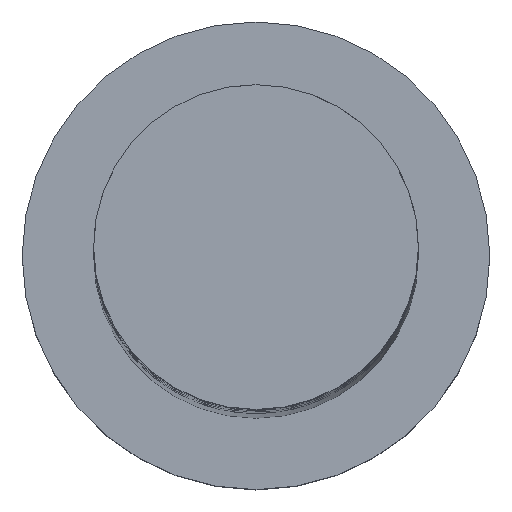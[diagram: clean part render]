
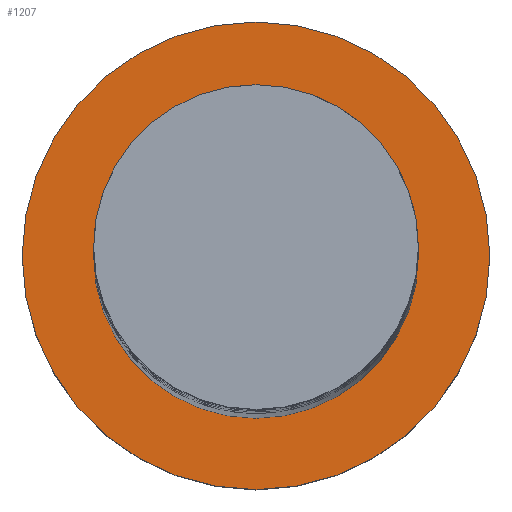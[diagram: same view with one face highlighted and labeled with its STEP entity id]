
A CAD part, top view. The second image highlights one B-rep face of the part: STEP entity #1207.
In plain terms, the highlighted planar face has unit normal (0, 0, 1).
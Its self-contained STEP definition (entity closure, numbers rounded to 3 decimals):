
#150 = CARTESIAN_POINT ( 'NONE',  ( -6.25, 0., 7. ) ) ;
#159 = CARTESIAN_POINT ( 'NONE',  ( 0., 0., 7. ) ) ;
#198 = FACE_BOUND ( 'NONE', #1520, .T. ) ;
#285 = CIRCLE ( 'NONE', #1584, 9. ) ;
#328 = DIRECTION ( 'NONE',  ( 1., 0., 0. ) ) ;
#355 = ORIENTED_EDGE ( 'NONE', *, *, #445, .F. ) ;
#383 = EDGE_LOOP ( 'NONE', ( #1587, #744 ) ) ;
#414 = DIRECTION ( 'NONE',  ( 1., 0., 0. ) ) ;
#445 = EDGE_CURVE ( 'NONE', #515, #993, #663, .T. ) ;
#468 = DIRECTION ( 'NONE',  ( 0., 0., 1. ) ) ;
#515 = VERTEX_POINT ( 'NONE', #1604 ) ;
#547 = AXIS2_PLACEMENT_3D ( 'NONE', #1682, #468, #328 ) ;
#635 = VERTEX_POINT ( 'NONE', #1327 ) ;
#663 = CIRCLE ( 'NONE', #776, 6.25 ) ;
#672 = VERTEX_POINT ( 'NONE', #1538 ) ;
#739 = FACE_OUTER_BOUND ( 'NONE', #383, .T. ) ;
#744 = ORIENTED_EDGE ( 'NONE', *, *, #1512, .T. ) ;
#755 = CARTESIAN_POINT ( 'NONE',  ( 0., 0., 7. ) ) ;
#760 = CARTESIAN_POINT ( 'NONE',  ( 0., 0., 7. ) ) ;
#776 = AXIS2_PLACEMENT_3D ( 'NONE', #1478, #1114, #1124 ) ;
#808 = AXIS2_PLACEMENT_3D ( 'NONE', #755, #1662, #1514 ) ;
#971 = ORIENTED_EDGE ( 'NONE', *, *, #1111, .F. ) ;
#993 = VERTEX_POINT ( 'NONE', #150 ) ;
#1051 = DIRECTION ( 'NONE',  ( 1., 0., 0. ) ) ;
#1080 = DIRECTION ( 'NONE',  ( 0., 0., 1. ) ) ;
#1111 = EDGE_CURVE ( 'NONE', #993, #515, #1361, .T. ) ;
#1114 = DIRECTION ( 'NONE',  ( 0., 0., 1. ) ) ;
#1124 = DIRECTION ( 'NONE',  ( 1., 0., 0. ) ) ;
#1207 = ADVANCED_FACE ( 'NONE', ( #198, #739 ), #1272, .T. ) ;
#1272 = PLANE ( 'NONE',  #547 ) ;
#1279 = CIRCLE ( 'NONE', #1708, 9. ) ;
#1327 = CARTESIAN_POINT ( 'NONE',  ( 9., 0., 7. ) ) ;
#1361 = CIRCLE ( 'NONE', #808, 6.25 ) ;
#1478 = CARTESIAN_POINT ( 'NONE',  ( 0., 0., 7. ) ) ;
#1512 = EDGE_CURVE ( 'NONE', #635, #672, #285, .T. ) ;
#1514 = DIRECTION ( 'NONE',  ( 1., 0., 0. ) ) ;
#1520 = EDGE_LOOP ( 'NONE', ( #971, #355 ) ) ;
#1538 = CARTESIAN_POINT ( 'NONE',  ( -9., 0., 7. ) ) ;
#1566 = DIRECTION ( 'NONE',  ( 0., 0., 1. ) ) ;
#1584 = AXIS2_PLACEMENT_3D ( 'NONE', #760, #1566, #1051 ) ;
#1587 = ORIENTED_EDGE ( 'NONE', *, *, #1622, .T. ) ;
#1604 = CARTESIAN_POINT ( 'NONE',  ( 6.25, 0., 7. ) ) ;
#1622 = EDGE_CURVE ( 'NONE', #672, #635, #1279, .T. ) ;
#1662 = DIRECTION ( 'NONE',  ( 0., 0., 1. ) ) ;
#1682 = CARTESIAN_POINT ( 'NONE',  ( 0., 0., 7. ) ) ;
#1708 = AXIS2_PLACEMENT_3D ( 'NONE', #159, #1080, #414 ) ;
